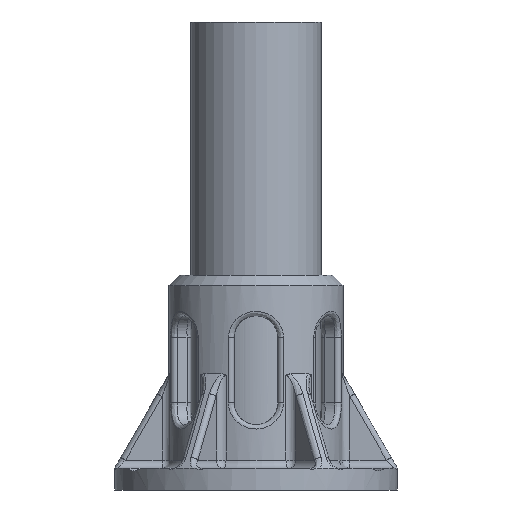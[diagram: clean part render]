
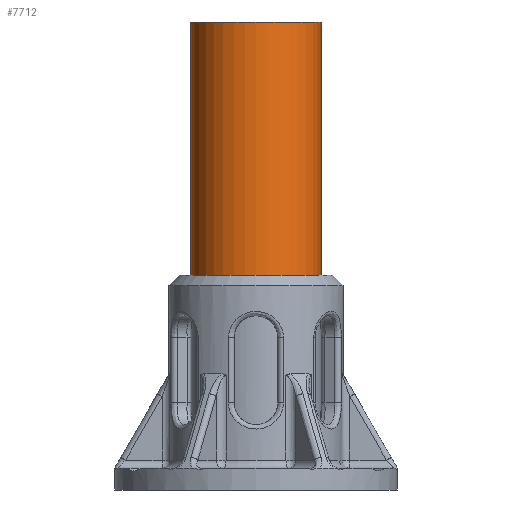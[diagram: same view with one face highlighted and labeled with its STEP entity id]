
A CAD part, front view. The second image highlights one B-rep face of the part: STEP entity #7712.
In plain terms, the highlighted cylindrical face has radius 12 mm (diameter 24 mm), a partial arc.
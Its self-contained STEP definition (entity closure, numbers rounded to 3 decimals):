
#1896=CARTESIAN_POINT('',(0.,0.,33.995));
#1897=DIRECTION('',(0.,0.,-1.));
#1898=DIRECTION('',(1.,0.,0.));
#1899=AXIS2_PLACEMENT_3D('',#1896,#1897,#1898);
#1931=DIRECTION('',(0.,0.,1.));
#1932=VECTOR('',#1931,46.495);
#1933=CARTESIAN_POINT('',(12.,0.,-12.5));
#1934=LINE('',#1933,#1932);
#1935=DIRECTION('',(0.,0.,1.));
#1936=VECTOR('',#1935,46.495);
#1937=CARTESIAN_POINT('',(-12.,0.,-12.5));
#1938=LINE('',#1937,#1936);
#1944=CARTESIAN_POINT('',(0.,0.,-12.5));
#1945=DIRECTION('',(0.,0.,-1.));
#1946=DIRECTION('',(1.,0.,0.));
#1947=AXIS2_PLACEMENT_3D('',#1944,#1945,#1946);
#5503=CARTESIAN_POINT('',(12.,0.,-12.5));
#5504=CARTESIAN_POINT('',(12.,0.,33.995));
#5505=VERTEX_POINT('',#5503);
#5506=VERTEX_POINT('',#5504);
#5507=CARTESIAN_POINT('',(-12.,0.,-12.5));
#5508=CARTESIAN_POINT('',(-12.,0.,33.995));
#5509=VERTEX_POINT('',#5507);
#5510=VERTEX_POINT('',#5508);
#7700=CARTESIAN_POINT('',(0.,0.,38.295));
#7701=DIRECTION('',(0.,0.,-1.));
#7702=DIRECTION('',(-1.,0.,0.));
#7703=AXIS2_PLACEMENT_3D('',#7700,#7701,#7702);
#7704=CYLINDRICAL_SURFACE('',#7703,12.);
#7705=ORIENTED_EDGE('',*,*,#7690,.F.);
#7707=ORIENTED_EDGE('',*,*,#7706,.T.);
#7708=ORIENTED_EDGE('',*,*,#7693,.T.);
#7709=ORIENTED_EDGE('',*,*,#7641,.F.);
#7710=EDGE_LOOP('',(#7705,#7707,#7708,#7709));
#7711=FACE_OUTER_BOUND('',#7710,.F.);
#7712=ADVANCED_FACE('',(#7711),#7704,.T.);
#1900=CIRCLE('',#1899,12.);
#1948=CIRCLE('',#1947,12.);
#7641=EDGE_CURVE('',#5506,#5510,#1900,.T.);
#7690=EDGE_CURVE('',#5505,#5506,#1934,.T.);
#7693=EDGE_CURVE('',#5509,#5510,#1938,.T.);
#7706=EDGE_CURVE('',#5505,#5509,#1948,.T.);
